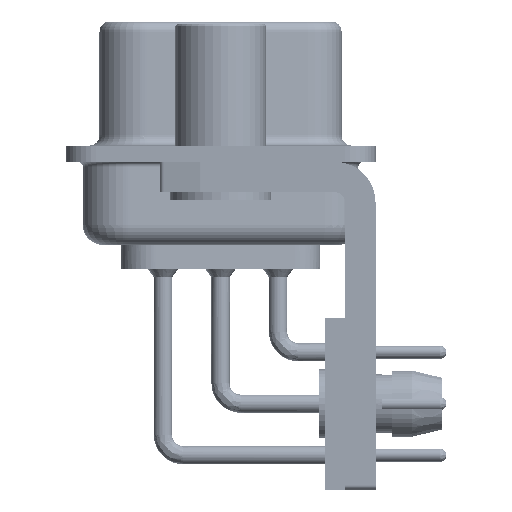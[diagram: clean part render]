
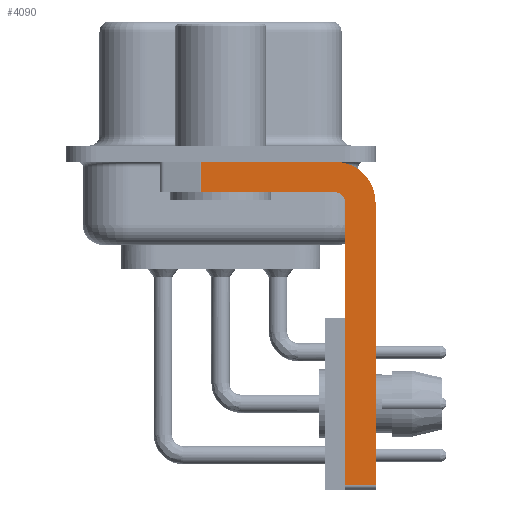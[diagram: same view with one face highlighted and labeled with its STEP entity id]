
A CAD part, left-side view. The second image highlights one B-rep face of the part: STEP entity #4090.
In plain terms, the highlighted planar face has unit normal (-1, 0, 0).
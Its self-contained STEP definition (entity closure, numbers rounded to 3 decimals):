
#812 = ORIENTED_EDGE ( 'NONE', *, *, #7079, .T. ) ;
#885 = VECTOR ( 'NONE', #24669, 1000. ) ;
#1564 = VERTEX_POINT ( 'NONE', #5167 ) ;
#2608 = DIRECTION ( 'NONE',  ( 0., 0., 1. ) ) ;
#3397 = CARTESIAN_POINT ( 'NONE',  ( -2.9, -5.65, -2.4 ) ) ;
#3612 = VECTOR ( 'NONE', #4989, 1000. ) ;
#4090 = ADVANCED_FACE ( 'NONE', ( #20876 ), #33551, .F. ) ;
#4598 = DIRECTION ( 'NONE',  ( 0., 0., -1. ) ) ;
#4923 = LINE ( 'NONE', #33333, #32200 ) ;
#4989 = DIRECTION ( 'NONE',  ( 0., -1., 0. ) ) ;
#5167 = CARTESIAN_POINT ( 'NONE',  ( -2.9, -5.65, -1.9 ) ) ;
#5736 = DIRECTION ( 'NONE',  ( 0., 1., 0. ) ) ;
#5903 = VERTEX_POINT ( 'NONE', #39594 ) ;
#6464 = CARTESIAN_POINT ( 'NONE',  ( -2.9, -7.65, -2.4 ) ) ;
#6903 = ORIENTED_EDGE ( 'NONE', *, *, #34896, .T. ) ;
#7079 = EDGE_CURVE ( 'NONE', #43593, #16342, #8323, .T. ) ;
#7184 = CIRCLE ( 'NONE', #20020, 2. ) ;
#7397 = ORIENTED_EDGE ( 'NONE', *, *, #7649, .F. ) ;
#7608 = CARTESIAN_POINT ( 'NONE',  ( -2.9, -7.65, -2.4 ) ) ;
#7649 = EDGE_CURVE ( 'NONE', #25587, #27127, #7184, .T. ) ;
#8323 = LINE ( 'NONE', #21805, #43974 ) ;
#8343 = EDGE_CURVE ( 'NONE', #28157, #28001, #35195, .T. ) ;
#8721 = EDGE_CURVE ( 'NONE', #1564, #16342, #4923, .T. ) ;
#10053 = DIRECTION ( 'NONE',  ( 0., 0., -1. ) ) ;
#10594 = DIRECTION ( 'NONE',  ( 0., 0., 1. ) ) ;
#12454 = EDGE_CURVE ( 'NONE', #27127, #5903, #33493, .T. ) ;
#13891 = LINE ( 'NONE', #18843, #3612 ) ;
#14145 = ORIENTED_EDGE ( 'NONE', *, *, #8721, .F. ) ;
#14689 = CARTESIAN_POINT ( 'NONE',  ( -2.9, -5.65, -2.4 ) ) ;
#15172 = VECTOR ( 'NONE', #30593, 1000. ) ;
#16342 = VERTEX_POINT ( 'NONE', #43827 ) ;
#18114 = DIRECTION ( 'NONE',  ( 0., 0., -1. ) ) ;
#18170 = AXIS2_PLACEMENT_3D ( 'NONE', #3397, #30725, #10053 ) ;
#18384 = ORIENTED_EDGE ( 'NONE', *, *, #12454, .F. ) ;
#18843 = CARTESIAN_POINT ( 'NONE',  ( -2.9, 3., -0.4 ) ) ;
#19049 = CARTESIAN_POINT ( 'NONE',  ( -2.9, 0.978, -0.4 ) ) ;
#20020 = AXIS2_PLACEMENT_3D ( 'NONE', #14689, #38851, #18114 ) ;
#20371 = LINE ( 'NONE', #21144, #885 ) ;
#20724 = EDGE_CURVE ( 'NONE', #28001, #1564, #41520, .T. ) ;
#20876 = FACE_OUTER_BOUND ( 'NONE', #30985, .T. ) ;
#21144 = CARTESIAN_POINT ( 'NONE',  ( -2.9, -5.65, -16.35 ) ) ;
#21805 = CARTESIAN_POINT ( 'NONE',  ( -2.9, 0.978, -1.9 ) ) ;
#23337 = DIRECTION ( 'NONE',  ( -1., 0., 0. ) ) ;
#24510 = CARTESIAN_POINT ( 'NONE',  ( -2.9, -6.15, -16.6 ) ) ;
#24669 = DIRECTION ( 'NONE',  ( 0., -1., 0. ) ) ;
#25587 = VERTEX_POINT ( 'NONE', #29409 ) ;
#26381 = CARTESIAN_POINT ( 'NONE',  ( -2.9, -6.15, -2.4 ) ) ;
#27127 = VERTEX_POINT ( 'NONE', #7608 ) ;
#28001 = VERTEX_POINT ( 'NONE', #26381 ) ;
#28157 = VERTEX_POINT ( 'NONE', #33906 ) ;
#29409 = CARTESIAN_POINT ( 'NONE',  ( -2.9, -5.65, -0.4 ) ) ;
#30593 = DIRECTION ( 'NONE',  ( 0., 0., -1. ) ) ;
#30725 = DIRECTION ( 'NONE',  ( 1., 0., 0. ) ) ;
#30985 = EDGE_LOOP ( 'NONE', ( #33550, #812, #14145, #31527, #40636, #6903, #18384, #7397 ) ) ;
#31527 = ORIENTED_EDGE ( 'NONE', *, *, #20724, .F. ) ;
#32200 = VECTOR ( 'NONE', #5736, 1000. ) ;
#33333 = CARTESIAN_POINT ( 'NONE',  ( -2.9, -5.65, -1.9 ) ) ;
#33493 = LINE ( 'NONE', #6464, #15172 ) ;
#33550 = ORIENTED_EDGE ( 'NONE', *, *, #35099, .F. ) ;
#33551 = PLANE ( 'NONE',  #18170 ) ;
#33906 = CARTESIAN_POINT ( 'NONE',  ( -2.9, -6.15, -16.35 ) ) ;
#34896 = EDGE_CURVE ( 'NONE', #28157, #5903, #20371, .T. ) ;
#35099 = EDGE_CURVE ( 'NONE', #43593, #25587, #13891, .T. ) ;
#35195 = LINE ( 'NONE', #24510, #44411 ) ;
#38851 = DIRECTION ( 'NONE',  ( 1., 0., 0. ) ) ;
#39042 = AXIS2_PLACEMENT_3D ( 'NONE', #44031, #23337, #2608 ) ;
#39594 = CARTESIAN_POINT ( 'NONE',  ( -2.9, -7.65, -16.35 ) ) ;
#40636 = ORIENTED_EDGE ( 'NONE', *, *, #8343, .F. ) ;
#41520 = CIRCLE ( 'NONE', #39042, 0.5 ) ;
#43593 = VERTEX_POINT ( 'NONE', #19049 ) ;
#43827 = CARTESIAN_POINT ( 'NONE',  ( -2.9, 0.978, -1.9 ) ) ;
#43974 = VECTOR ( 'NONE', #4598, 1000. ) ;
#44031 = CARTESIAN_POINT ( 'NONE',  ( -2.9, -5.65, -2.4 ) ) ;
#44411 = VECTOR ( 'NONE', #10594, 1000. ) ;
